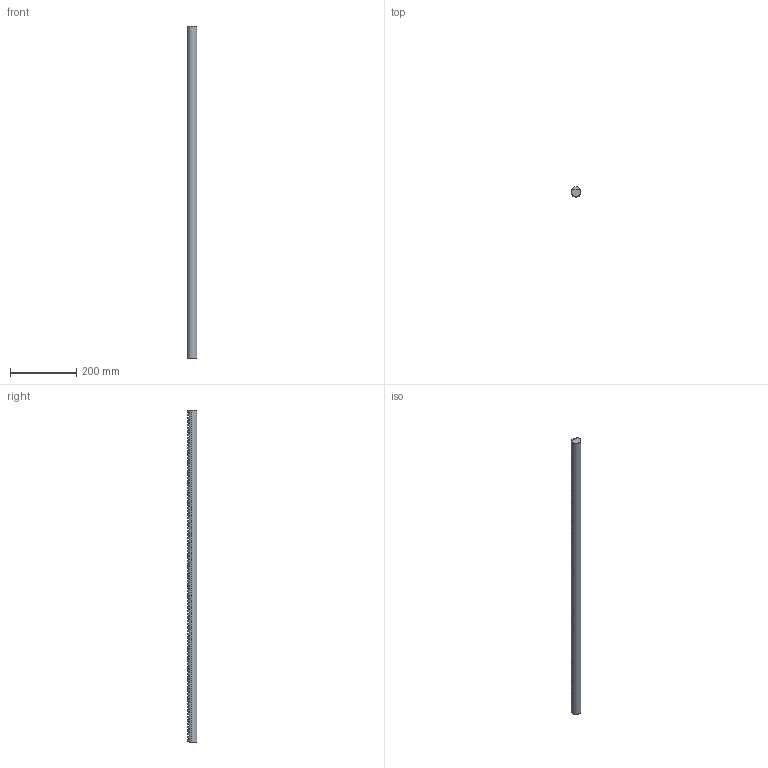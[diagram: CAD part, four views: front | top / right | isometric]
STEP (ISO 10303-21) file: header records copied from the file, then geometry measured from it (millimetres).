
FILE_DESCRIPTION (( 'STEP AP214' ), '1' );
FILE_NAME ('141-631-100.STEP', '2024-11-04T09:26:08', ( '' ), ( '' ), 'SwSTEP 2.0', 'SolidWorks 2021', '' );
FILE_SCHEMA (( 'AUTOMOTIVE_DESIGN' ));
Length unit declared in the file: millimetre
Products named in the file (1): 141-631-100
Bounding box: 30 x 29.68 x 999.4 mm (x, y, z)
Volume: 646501.8 mm3; surface area: 112128.2 mm2
Topology: 1 solids, 1 shells, 406 faces, 1212 edges, 808 vertices
Faces by surface type: plane 403, cylinder 3
Entity records: 13396 total; most frequent: CARTESIAN_POINT 3627, ORIENTED_EDGE 2424, DIRECTION 1632, EDGE_CURVE 1212, VERTEX_POINT 808, LINE 806, VECTOR 806, AXIS2_PLACEMENT_3D 413
